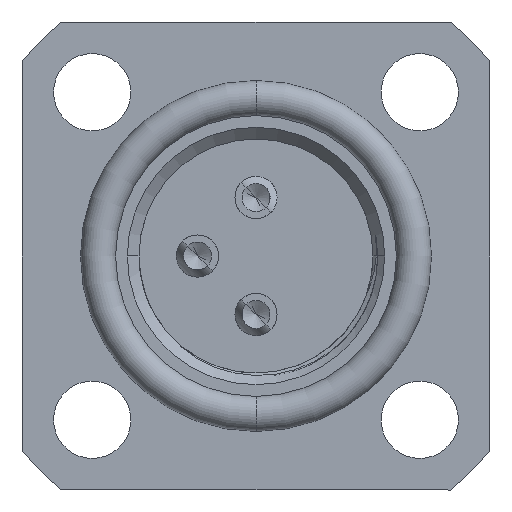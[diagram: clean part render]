
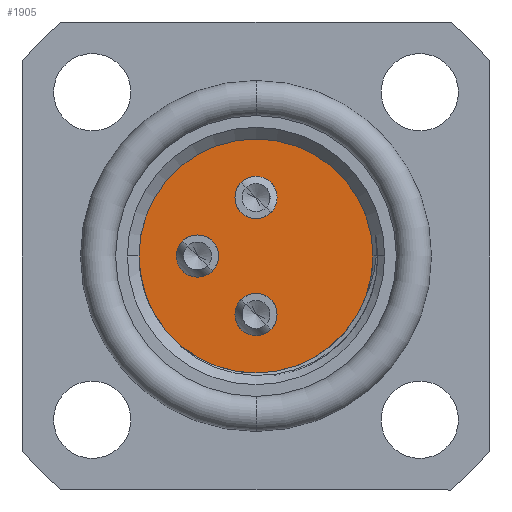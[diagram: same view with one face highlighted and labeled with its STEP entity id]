
A CAD part, left-side view. The second image highlights one B-rep face of the part: STEP entity #1905.
In plain terms, the highlighted planar face has unit normal (-1, 0, 0).
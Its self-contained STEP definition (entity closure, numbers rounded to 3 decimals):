
#89 = EDGE_CURVE ( 'NONE', #9067, #3200, #4878, .T. ) ;
#102 = DIRECTION ( 'NONE',  ( 0., -1., 0. ) ) ;
#129 = ORIENTED_EDGE ( 'NONE', *, *, #6554, .F. ) ;
#216 = FACE_OUTER_BOUND ( 'NONE', #7838, .T. ) ;
#267 = DIRECTION ( 'NONE',  ( 0., -1., 0. ) ) ;
#301 = DIRECTION ( 'NONE',  ( -1., 0., 0. ) ) ;
#372 = ORIENTED_EDGE ( 'NONE', *, *, #2581, .F. ) ;
#383 = DIRECTION ( 'NONE',  ( -1., 0., 0. ) ) ;
#621 = CARTESIAN_POINT ( 'NONE',  ( -13., 3.4, 0. ) ) ;
#630 = CARTESIAN_POINT ( 'NONE',  ( -13., 5., 0. ) ) ;
#633 = CARTESIAN_POINT ( 'NONE',  ( -13., 0.9, -2.5 ) ) ;
#642 = EDGE_CURVE ( 'NONE', #3200, #9067, #7093, .T. ) ;
#698 = CIRCLE ( 'NONE', #2039, 0.9 ) ;
#751 = ORIENTED_EDGE ( 'NONE', *, *, #8615, .F. ) ;
#1013 = FACE_BOUND ( 'NONE', #5906, .T. ) ;
#1072 = CARTESIAN_POINT ( 'NONE',  ( -13., 2.5, 0. ) ) ;
#1298 = DIRECTION ( 'NONE',  ( -1., 0., 0. ) ) ;
#1317 = EDGE_CURVE ( 'NONE', #4713, #5400, #9632, .T. ) ;
#1485 = AXIS2_PLACEMENT_3D ( 'NONE', #8595, #1298, #6022 ) ;
#1494 = AXIS2_PLACEMENT_3D ( 'NONE', #1072, #7552, #267 ) ;
#1616 = VERTEX_POINT ( 'NONE', #3033 ) ;
#1718 = AXIS2_PLACEMENT_3D ( 'NONE', #9832, #5638, #102 ) ;
#1847 = DIRECTION ( 'NONE',  ( 1., 0., 0. ) ) ;
#1905 = ADVANCED_FACE ( 'NONE', ( #6746, #1013, #4248, #216 ), #5942, .T. ) ;
#1991 = AXIS2_PLACEMENT_3D ( 'NONE', #10118, #2122, #7835 ) ;
#2039 = AXIS2_PLACEMENT_3D ( 'NONE', #4859, #10505, #8807 ) ;
#2122 = DIRECTION ( 'NONE',  ( 1., 0., 0. ) ) ;
#2581 = EDGE_CURVE ( 'NONE', #5400, #4713, #6579, .T. ) ;
#2647 = ORIENTED_EDGE ( 'NONE', *, *, #7420, .F. ) ;
#2679 = CARTESIAN_POINT ( 'NONE',  ( -13., 1.6, 0. ) ) ;
#3033 = CARTESIAN_POINT ( 'NONE',  ( -13., -0.9, 2.5 ) ) ;
#3200 = VERTEX_POINT ( 'NONE', #2679 ) ;
#3449 = CARTESIAN_POINT ( 'NONE',  ( -13., 0., 0. ) ) ;
#3451 = CARTESIAN_POINT ( 'NONE',  ( -13., 0., 0. ) ) ;
#3747 = CIRCLE ( 'NONE', #1718, 0.9 ) ;
#3841 = CARTESIAN_POINT ( 'NONE',  ( -13., -0.9, -2.5 ) ) ;
#3876 = ORIENTED_EDGE ( 'NONE', *, *, #1317, .F. ) ;
#4187 = DIRECTION ( 'NONE',  ( 0., 1., 0. ) ) ;
#4248 = FACE_BOUND ( 'NONE', #7734, .T. ) ;
#4553 = AXIS2_PLACEMENT_3D ( 'NONE', #6513, #7964, #9770 ) ;
#4713 = VERTEX_POINT ( 'NONE', #4794 ) ;
#4794 = CARTESIAN_POINT ( 'NONE',  ( -13., -5., 0. ) ) ;
#4859 = CARTESIAN_POINT ( 'NONE',  ( -13., 0., -2.5 ) ) ;
#4878 = CIRCLE ( 'NONE', #1485, 0.9 ) ;
#5154 = DIRECTION ( 'NONE',  ( 0., -1., 0. ) ) ;
#5400 = VERTEX_POINT ( 'NONE', #630 ) ;
#5638 = DIRECTION ( 'NONE',  ( -1., 0., 0. ) ) ;
#5682 = ORIENTED_EDGE ( 'NONE', *, *, #89, .F. ) ;
#5903 = AXIS2_PLACEMENT_3D ( 'NONE', #7579, #301, #6624 ) ;
#5906 = EDGE_LOOP ( 'NONE', ( #7779, #5682 ) ) ;
#5942 = PLANE ( 'NONE',  #6570 ) ;
#6022 = DIRECTION ( 'NONE',  ( 0., -1., 0. ) ) ;
#6407 = CIRCLE ( 'NONE', #4553, 0.9 ) ;
#6513 = CARTESIAN_POINT ( 'NONE',  ( -13., 0., 2.5 ) ) ;
#6554 = EDGE_CURVE ( 'NONE', #8832, #1616, #3747, .T. ) ;
#6570 = AXIS2_PLACEMENT_3D ( 'NONE', #3451, #383, #5154 ) ;
#6579 = CIRCLE ( 'NONE', #1991, 5. ) ;
#6624 = DIRECTION ( 'NONE',  ( 0., -1., 0. ) ) ;
#6746 = FACE_BOUND ( 'NONE', #9944, .T. ) ;
#6798 = VERTEX_POINT ( 'NONE', #633 ) ;
#6870 = ORIENTED_EDGE ( 'NONE', *, *, #8828, .F. ) ;
#7093 = CIRCLE ( 'NONE', #1494, 0.9 ) ;
#7420 = EDGE_CURVE ( 'NONE', #6798, #9109, #698, .T. ) ;
#7552 = DIRECTION ( 'NONE',  ( -1., 0., 0. ) ) ;
#7579 = CARTESIAN_POINT ( 'NONE',  ( -13., 0., -2.5 ) ) ;
#7590 = AXIS2_PLACEMENT_3D ( 'NONE', #3449, #1847, #4187 ) ;
#7734 = EDGE_LOOP ( 'NONE', ( #751, #129 ) ) ;
#7779 = ORIENTED_EDGE ( 'NONE', *, *, #642, .F. ) ;
#7835 = DIRECTION ( 'NONE',  ( 0., 1., 0. ) ) ;
#7838 = EDGE_LOOP ( 'NONE', ( #372, #3876 ) ) ;
#7964 = DIRECTION ( 'NONE',  ( -1., 0., 0. ) ) ;
#8595 = CARTESIAN_POINT ( 'NONE',  ( -13., 2.5, 0. ) ) ;
#8615 = EDGE_CURVE ( 'NONE', #1616, #8832, #6407, .T. ) ;
#8807 = DIRECTION ( 'NONE',  ( 0., -1., 0. ) ) ;
#8828 = EDGE_CURVE ( 'NONE', #9109, #6798, #10510, .T. ) ;
#8832 = VERTEX_POINT ( 'NONE', #9079 ) ;
#9067 = VERTEX_POINT ( 'NONE', #621 ) ;
#9079 = CARTESIAN_POINT ( 'NONE',  ( -13., 0.9, 2.5 ) ) ;
#9109 = VERTEX_POINT ( 'NONE', #3841 ) ;
#9632 = CIRCLE ( 'NONE', #7590, 5. ) ;
#9770 = DIRECTION ( 'NONE',  ( 0., -1., 0. ) ) ;
#9832 = CARTESIAN_POINT ( 'NONE',  ( -13., 0., 2.5 ) ) ;
#9944 = EDGE_LOOP ( 'NONE', ( #6870, #2647 ) ) ;
#10118 = CARTESIAN_POINT ( 'NONE',  ( -13., 0., 0. ) ) ;
#10505 = DIRECTION ( 'NONE',  ( -1., 0., 0. ) ) ;
#10510 = CIRCLE ( 'NONE', #5903, 0.9 ) ;
